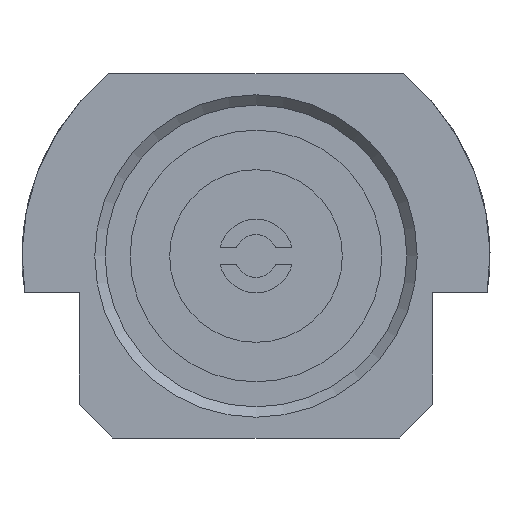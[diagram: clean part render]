
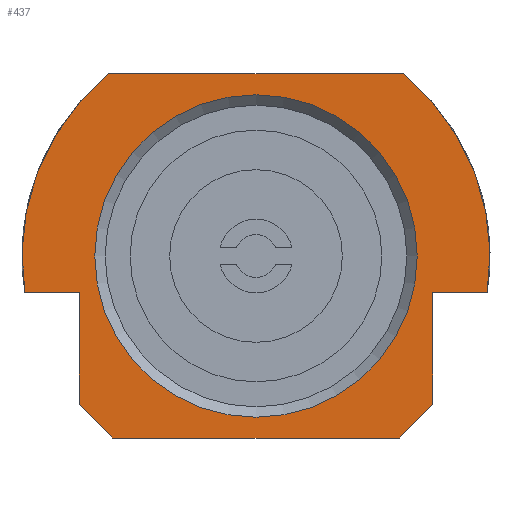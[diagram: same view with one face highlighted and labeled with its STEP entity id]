
A CAD part, left-side view. The second image highlights one B-rep face of the part: STEP entity #437.
In plain terms, the highlighted planar face has unit normal (-1, 0, 0).
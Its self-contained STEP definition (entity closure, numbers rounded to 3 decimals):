
#28=DIRECTION('',(0.,-1.,0.));
#53=VECTOR('',#54,1.);
#54=DIRECTION('',(0.,-1.,0.));
#62=DIRECTION('',(-1.,0.,0.));
#68=VECTOR('',#28,1.);
#87=VECTOR('',#88,1.);
#88=DIRECTION('',(0.,0.,-1.));
#94=VECTOR('',#95,1.);
#95=DIRECTION('',(0.,-0.707,-0.707    ));
#106=VECTOR('',#107,1.);
#107=DIRECTION('',(0.,-0.707,0.707));
#113=VECTOR('',#114,1.);
#114=DIRECTION('',(0.,0.,1.));
#139=DIRECTION('',(-1.,0.,0.));
#140=DIRECTION('',(0.,0.,-1.));
#168=VERTEX_POINT('',#169);
#169=CARTESIAN_POINT('',(-3.72,1.414,2.1));
#172=DIRECTION('',(-1.,0.,0.));
#174=EDGE_CURVE('',#168,#175,#177,.T.);
#175=VERTEX_POINT('',#176);
#176=CARTESIAN_POINT('',(-3.72,-1.414,2.1));
#177=LINE('',#169,#53);
#187=ORIENTED_EDGE('',*,*,#188,.T.);
#188=EDGE_CURVE('',#168,#189,#191,.T.);
#189=VERTEX_POINT('',#190);
#190=CARTESIAN_POINT('',(-3.72,2.223,    0.));
#191=CIRCLE('',#192,2.25);
#192=AXIS2_PLACEMENT_3D('',#193,#62,#28);
#193=CARTESIAN_POINT('',(-3.72,0.,0.35));
#211=VERTEX_POINT('',#212);
#212=CARTESIAN_POINT('',(-3.72,-2.223,    0.));
#215=ORIENTED_EDGE('',*,*,#216,.T.);
#216=EDGE_CURVE('',#211,#175,#191,.T.);
#308=VECTOR('',#309,1.);
#309=DIRECTION('',(0.,-1.,0.));
#337=VERTEX_POINT('',#338);
#338=CARTESIAN_POINT('',(-3.72,1.7,0.));
#340=ORIENTED_EDGE('',*,*,#341,.T.);
#341=EDGE_CURVE('',#337,#342,#344,.T.);
#342=VERTEX_POINT('',#343);
#343=CARTESIAN_POINT('',(-3.72,1.7,-1.075));
#344=LINE('',#345,#87);
#345=CARTESIAN_POINT('',(-3.72,1.7,0.));
#358=VERTEX_POINT('',#359);
#359=CARTESIAN_POINT('',(-3.72,-1.7,-1.075));
#361=ORIENTED_EDGE('',*,*,#362,.T.);
#362=EDGE_CURVE('',#358,#363,#365,.T.);
#363=VERTEX_POINT('',#364);
#364=CARTESIAN_POINT('',(-3.72,-1.7,0.));
#365=LINE('',#359,#113);
#378=ORIENTED_EDGE('',*,*,#379,.T.);
#379=EDGE_CURVE('',#342,#380,#382,.T.);
#380=VERTEX_POINT('',#381);
#381=CARTESIAN_POINT('',(-3.72,1.375,-1.4));
#382=LINE('',#343,#94);
#396=VERTEX_POINT('',#397);
#397=CARTESIAN_POINT('',(-3.72,-1.375,-1.4));
#399=ORIENTED_EDGE('',*,*,#400,.T.);
#400=EDGE_CURVE('',#396,#358,#401,.T.);
#401=LINE('',#397,#106);
#411=ORIENTED_EDGE('',*,*,#412,.T.);
#412=EDGE_CURVE('',#380,#396,#413,.T.);
#413=LINE('',#381,#68);
#437=ADVANCED_FACE('',(#438,#448),#459,.T.);
#438=FACE_BOUND('',#439,.T.);
#439=EDGE_LOOP('',(#440));
#440=ORIENTED_EDGE('',*,*,#441,.F.);
#441=EDGE_CURVE('',#442,#442,#444,.T.);
#442=VERTEX_POINT('',#443);
#443=CARTESIAN_POINT('',(-3.72,-1.55,0.35));
#444=CIRCLE('',#445,1.55);
#445=AXIS2_PLACEMENT_3D('',#446,#172,#447);
#446=CARTESIAN_POINT('',(-3.72,0.,0.35));
#447=DIRECTION('',(0.,-1.,0.));
#448=FACE_BOUND('',#449,.T.);
#449=EDGE_LOOP('',(#187,#450,#340,#378,#411,#399,#361,#454,#215,#458)  );
#450=ORIENTED_EDGE('',*,*,#451,.T.);
#451=EDGE_CURVE('',#189,#337,#452,.T.);
#452=LINE('',#453,#308);
#453=CARTESIAN_POINT('',(-3.72,2.223,    0.));
#454=ORIENTED_EDGE('',*,*,#455,.T.);
#455=EDGE_CURVE('',#363,#211,#456,.T.);
#456=LINE('',#457,#68);
#457=CARTESIAN_POINT('',(-3.72,-1.7,0.));
#458=ORIENTED_EDGE('',*,*,#174,.F.);
#459=PLANE('',#460);
#460=AXIS2_PLACEMENT_3D('',#461,#139,#140);
#461=CARTESIAN_POINT('',(-3.72,0.,    0.349));
